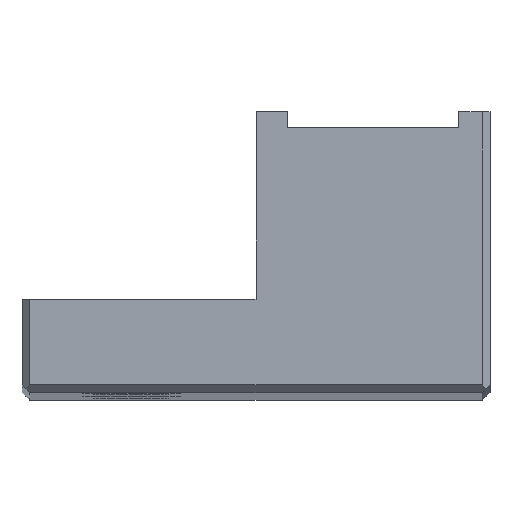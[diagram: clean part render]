
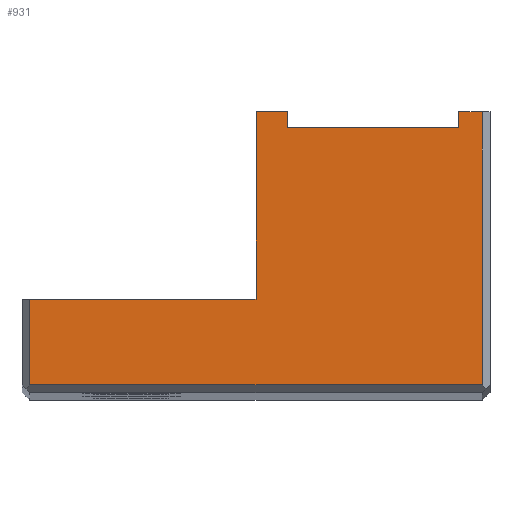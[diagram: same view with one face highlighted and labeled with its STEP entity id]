
A CAD part, top view. The second image highlights one B-rep face of the part: STEP entity #931.
In plain terms, the highlighted planar face has unit normal (0, 0, 1).
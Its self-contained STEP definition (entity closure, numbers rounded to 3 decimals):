
#262=DIRECTION('',(0.,-1.,0.));
#263=VECTOR('',#262,5.5);
#264=CARTESIAN_POINT('',(0.5,6.,275.));
#265=LINE('',#264,#263);
#266=DIRECTION('',(-1.,0.,0.));
#267=VECTOR('',#266,14.5);
#268=CARTESIAN_POINT('',(15.,6.,275.));
#269=LINE('',#268,#267);
#270=DIRECTION('',(0.,-1.,0.));
#271=VECTOR('',#270,12.);
#272=CARTESIAN_POINT('',(15.,18.,275.));
#273=LINE('',#272,#271);
#274=DIRECTION('',(-1.,0.,0.));
#275=VECTOR('',#274,2.);
#276=CARTESIAN_POINT('',(17.,18.,275.));
#277=LINE('',#276,#275);
#278=DIRECTION('',(0.,1.,0.));
#279=VECTOR('',#278,1.);
#280=CARTESIAN_POINT('',(17.,17.,275.));
#281=LINE('',#280,#279);
#282=DIRECTION('',(-1.,0.,0.));
#283=VECTOR('',#282,11.);
#284=CARTESIAN_POINT('',(28.,17.,275.));
#285=LINE('',#284,#283);
#286=DIRECTION('',(0.,-1.,0.));
#287=VECTOR('',#286,1.);
#288=CARTESIAN_POINT('',(28.,18.,275.));
#289=LINE('',#288,#287);
#290=DIRECTION('',(-1.,0.,0.));
#291=VECTOR('',#290,1.5);
#292=CARTESIAN_POINT('',(29.5,18.,275.));
#293=LINE('',#292,#291);
#294=DIRECTION('',(0.,1.,0.));
#295=VECTOR('',#294,17.5);
#296=CARTESIAN_POINT('',(29.5,0.5,275.));
#297=LINE('',#296,#295);
#298=DIRECTION('',(1.,0.,0.));
#299=VECTOR('',#298,29.);
#300=CARTESIAN_POINT('',(0.5,0.5,275.));
#301=LINE('',#300,#299);
#442=CARTESIAN_POINT('',(15.,18.,275.));
#443=CARTESIAN_POINT('',(15.,6.,275.));
#444=VERTEX_POINT('',#442);
#445=VERTEX_POINT('',#443);
#446=CARTESIAN_POINT('',(28.,18.,275.));
#447=CARTESIAN_POINT('',(28.,17.,275.));
#448=VERTEX_POINT('',#446);
#449=VERTEX_POINT('',#447);
#450=CARTESIAN_POINT('',(17.,17.,275.));
#451=VERTEX_POINT('',#450);
#452=CARTESIAN_POINT('',(17.,18.,275.));
#453=VERTEX_POINT('',#452);
#507=CARTESIAN_POINT('',(0.5,6.,275.));
#509=VERTEX_POINT('',#507);
#510=CARTESIAN_POINT('',(0.5,0.5,275.));
#511=VERTEX_POINT('',#510);
#518=CARTESIAN_POINT('',(29.5,0.5,275.));
#519=VERTEX_POINT('',#518);
#534=CARTESIAN_POINT('',(29.5,18.,275.));
#536=VERTEX_POINT('',#534);
#908=CARTESIAN_POINT('',(0.,0.,275.));
#909=DIRECTION('',(0.,0.,1.));
#910=DIRECTION('',(1.,0.,0.));
#911=AXIS2_PLACEMENT_3D('',#908,#909,#910);
#912=PLANE('',#911);
#914=ORIENTED_EDGE('',*,*,#913,.F.);
#915=ORIENTED_EDGE('',*,*,#616,.F.);
#917=ORIENTED_EDGE('',*,*,#916,.F.);
#919=ORIENTED_EDGE('',*,*,#918,.F.);
#921=ORIENTED_EDGE('',*,*,#920,.F.);
#923=ORIENTED_EDGE('',*,*,#922,.F.);
#925=ORIENTED_EDGE('',*,*,#924,.F.);
#926=ORIENTED_EDGE('',*,*,#886,.F.);
#927=ORIENTED_EDGE('',*,*,#903,.F.);
#928=ORIENTED_EDGE('',*,*,#789,.F.);
#929=EDGE_LOOP('',(#914,#915,#917,#919,#921,#923,#925,#926,#927,#928));
#930=FACE_OUTER_BOUND('',#929,.F.);
#931=ADVANCED_FACE('',(#930),#912,.T.);
#616=EDGE_CURVE('',#445,#509,#269,.T.);
#789=EDGE_CURVE('',#511,#519,#301,.T.);
#886=EDGE_CURVE('',#536,#448,#293,.T.);
#903=EDGE_CURVE('',#519,#536,#297,.T.);
#913=EDGE_CURVE('',#509,#511,#265,.T.);
#916=EDGE_CURVE('',#444,#445,#273,.T.);
#918=EDGE_CURVE('',#453,#444,#277,.T.);
#920=EDGE_CURVE('',#451,#453,#281,.T.);
#922=EDGE_CURVE('',#449,#451,#285,.T.);
#924=EDGE_CURVE('',#448,#449,#289,.T.);
